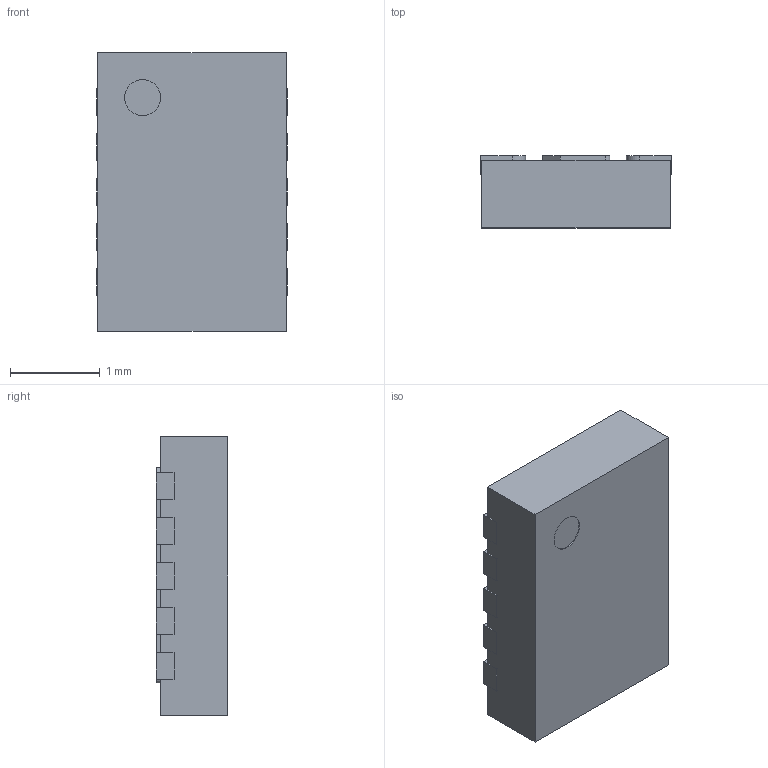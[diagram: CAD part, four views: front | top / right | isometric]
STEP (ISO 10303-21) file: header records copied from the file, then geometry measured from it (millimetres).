
FILE_DESCRIPTION (( 'STEP AP214' ), '1' );
FILE_NAME ('User Library-My-DFN-10-3x2-0.5.STEP', '2021-02-18T17:08:27', ( '' ), ( '' ), 'SwSTEP 2.0', 'SolidWorks 2020', '' );
FILE_SCHEMA (( 'AUTOMOTIVE_DESIGN' ));
Length unit declared in the file: millimetre
Products named in the file (14): 12; 5; 1; 11; Body; Part 13; 10; 4; 14; 2; User Library-My-DFN-10-3x2-0.5; 13; TP; 3
Assembly tree (13 placements, depth 2):
  User Library-My-DFN-10-3x2-0.5
    Part 13
    Body
    14
    13
    2
    1
    11
    3
    12
    4
    10
    5
    TP
Bounding box: 2.12 x 0.8 x 3.1 mm (x, y, z)
Surface area: 31.7 mm2
Topology: 13 solids, 13 shells, 83 faces, 168 edges, 112 vertices
Faces by surface type: plane 66, cylinder 17
Entity records: 3663 total; most frequent: DIRECTION 400, CARTESIAN_POINT 379, ORIENTED_EDGE 336, EDGE_CURVE 168, LINE 134, VECTOR 134, AXIS2_PLACEMENT_3D 133, UNCERTAINTY_MEASURE_WITH_UNIT 123
